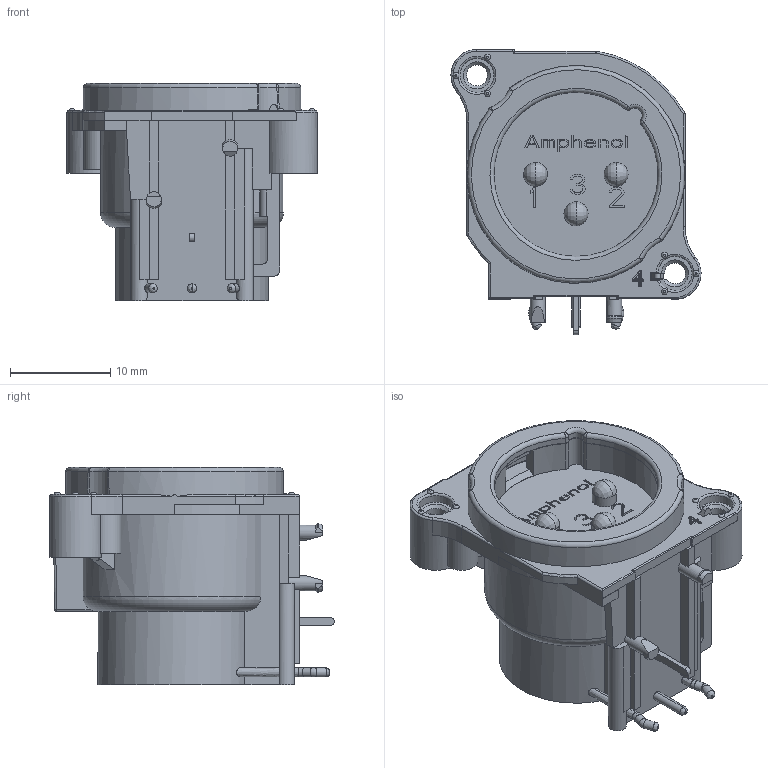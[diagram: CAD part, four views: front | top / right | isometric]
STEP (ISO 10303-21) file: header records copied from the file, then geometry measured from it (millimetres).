
FILE_DESCRIPTION(/* description */ (''),/* implementation_level */ '2;1');
FILE_NAME(/* name */ 'AC3MBH2-AU-PRE.stp',/* time_stamp */ '2025-07-14T16:07:03+10:00',/* author */ ('justin'),/* organization */ (''),/* preprocessor_version */ 'ST-DEVELOPER v18.1',/* originating_system */ 'Autodesk Inventor 2022',/* authorisation */ '');
FILE_SCHEMA (('AUTOMOTIVE_DESIGN { 1 0 10303 214 3 1 1 }'));
Length unit declared in the file: millimetre
Products named in the file (1): AC3MBH2-AU-PRE simplified
Bounding box: 25 x 28.5 x 21.7 mm (x, y, z)
Volume: 5577.8 mm3; surface area: 4717.3 mm2
Topology: 1 solids, 6 shells, 861 faces, 2351 edges, 1509 vertices
Faces by surface type: plane 570, cylinder 161, bspline 45, torus 35, sphere 26, cone 24
Full cylindrical faces by diameter (mm): 0.9 x4, 1.3 x2, 1.5 x2, 2.1 x1, 3 x1, 3.4 x1
Entity records: 31123 total; most frequent: CARTESIAN_POINT 8877, ORIENTED_EDGE 4686, DIRECTION 4306, EDGE_CURVE 2343, LINE 1642, VECTOR 1642, VERTEX_POINT 1509, AXIS2_PLACEMENT_3D 1332
